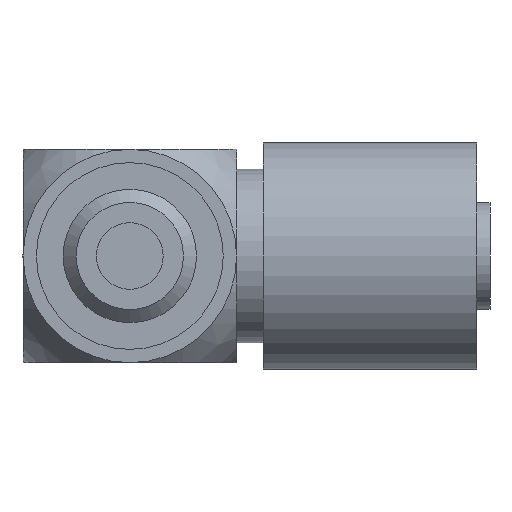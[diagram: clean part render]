
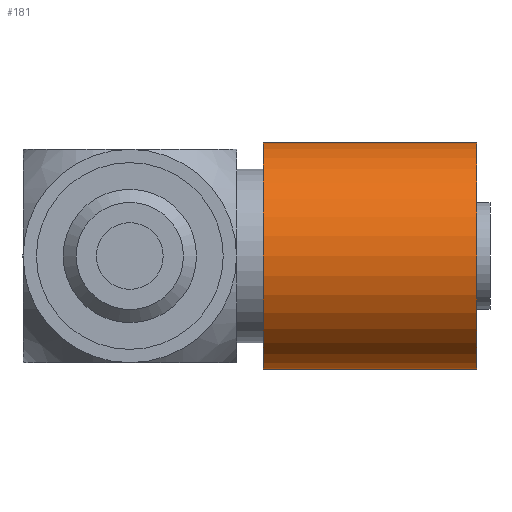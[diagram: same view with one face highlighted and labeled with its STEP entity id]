
A CAD part, front view. The second image highlights one B-rep face of the part: STEP entity #181.
In plain terms, the highlighted cylindrical face has radius 4.25 mm (diameter 8.5 mm), a full revolution.
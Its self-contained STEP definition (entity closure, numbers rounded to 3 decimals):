
#181 = ADVANCED_FACE( '', ( #372, #373 ), #374, .T. );
#372 = FACE_OUTER_BOUND( '', #555, .T. );
#373 = FACE_OUTER_BOUND( '', #556, .T. );
#374 = CYLINDRICAL_SURFACE( '', #557, 4.25 );
#555 = EDGE_LOOP( '', ( #958 ) );
#556 = EDGE_LOOP( '', ( #959 ) );
#557 = AXIS2_PLACEMENT_3D( '', #960, #961, #962 );
#958 = ORIENTED_EDGE( '', *, *, #1097, .F. );
#959 = ORIENTED_EDGE( '', *, *, #1036, .T. );
#960 = CARTESIAN_POINT( '', ( 4., 9., 0. ) );
#961 = DIRECTION( '', ( 1., 0., 0. ) );
#962 = DIRECTION( '', ( 0., 0., 1. ) );
#1036 = EDGE_CURVE( '', #1230, #1230, #1231, .T. );
#1097 = EDGE_CURVE( '', #1307, #1307, #1308, .T. );
#1230 = VERTEX_POINT( '', #1502 );
#1231 = CIRCLE( '', #1503, 4.25 );
#1307 = VERTEX_POINT( '', #1593 );
#1308 = CIRCLE( '', #1594, 4.25 );
#1502 = CARTESIAN_POINT( '', ( 13., 9., 4.25 ) );
#1503 = AXIS2_PLACEMENT_3D( '', #1692, #1693, #1694 );
#1593 = CARTESIAN_POINT( '', ( 5., 9., 4.25 ) );
#1594 = AXIS2_PLACEMENT_3D( '', #1787, #1788, #1789 );
#1692 = CARTESIAN_POINT( '', ( 13., 9., 0. ) );
#1693 = DIRECTION( '', ( -1., 0., 0. ) );
#1694 = DIRECTION( '', ( 0., 0., 1. ) );
#1787 = CARTESIAN_POINT( '', ( 5., 9., 0. ) );
#1788 = DIRECTION( '', ( -1., 0., 0. ) );
#1789 = DIRECTION( '', ( 0., 0., 1. ) );
